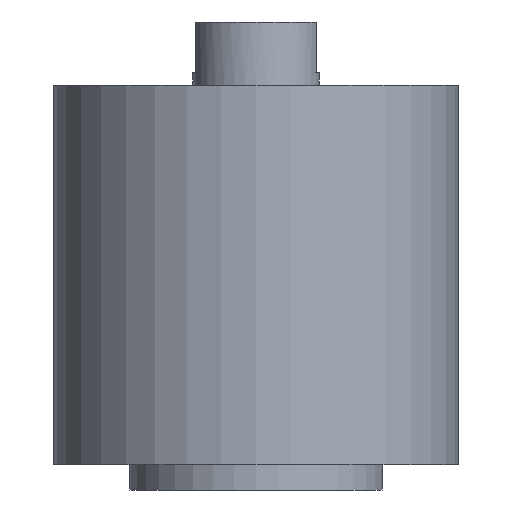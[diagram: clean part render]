
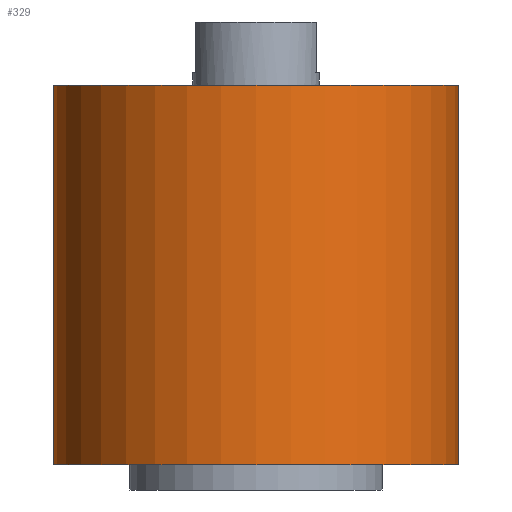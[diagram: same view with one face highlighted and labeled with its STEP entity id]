
A CAD part, front view. The second image highlights one B-rep face of the part: STEP entity #329.
In plain terms, the highlighted cylindrical face has radius 16 mm (diameter 32 mm), a partial arc.
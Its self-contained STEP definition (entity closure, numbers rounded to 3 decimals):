
#232 = VERTEX_POINT ( 'NONE', #698 ) ;
#234 = EDGE_CURVE ( 'NONE', #291, #235, #699, .T. ) ;
#235 = VERTEX_POINT ( 'NONE', #694 ) ;
#238 = VERTEX_POINT ( 'NONE', #682 ) ;
#240 = EDGE_CURVE ( 'NONE', #232, #238, #712, .T. ) ;
#291 = VERTEX_POINT ( 'NONE', #690 ) ;
#309 = EDGE_CURVE ( 'NONE', #232, #291, #721, .T. ) ;
#314 = EDGE_LOOP ( 'NONE', ( #330, #331, #332, #333 ) ) ;
#329 = ADVANCED_FACE ( 'NONE', ( #813 ), #811, .T. ) ;
#330 = ORIENTED_EDGE ( 'NONE', *, *, #234, .F. ) ;
#331 = ORIENTED_EDGE ( 'NONE', *, *, #309, .F. ) ;
#332 = ORIENTED_EDGE ( 'NONE', *, *, #240, .T. ) ;
#333 = ORIENTED_EDGE ( 'NONE', *, *, #334, .T. ) ;
#334 = EDGE_CURVE ( 'NONE', #238, #235, #753, .T. ) ;
#682 = CARTESIAN_POINT ( 'NONE',  ( -16., 0., 0. ) ) ;
#690 = CARTESIAN_POINT ( 'NONE',  ( 16., 0., 30. ) ) ;
#694 = CARTESIAN_POINT ( 'NONE',  ( 16., 0., 0. ) ) ;
#695 = DIRECTION ( 'NONE',  ( 0., 0., -1. ) ) ;
#696 = VECTOR ( 'NONE', #695, 1000. ) ;
#697 = CARTESIAN_POINT ( 'NONE',  ( 16., 0., 30. ) ) ;
#698 = CARTESIAN_POINT ( 'NONE',  ( -16., 0., 30. ) ) ;
#699 = LINE ( 'NONE', #697, #696 ) ;
#709 = DIRECTION ( 'NONE',  ( 0., 0., -1. ) ) ;
#710 = VECTOR ( 'NONE', #709, 1000. ) ;
#711 = CARTESIAN_POINT ( 'NONE',  ( -16., 0., 30. ) ) ;
#712 = LINE ( 'NONE', #711, #710 ) ;
#717 = DIRECTION ( 'NONE',  ( 1., 0., 0. ) ) ;
#718 = DIRECTION ( 'NONE',  ( 0., 0., 1. ) ) ;
#719 = CARTESIAN_POINT ( 'NONE',  ( 0., 0., 30. ) ) ;
#720 = AXIS2_PLACEMENT_3D ( 'NONE', #719, #718, #717 ) ;
#721 = CIRCLE ( 'NONE', #720, 16. ) ;
#749 = DIRECTION ( 'NONE',  ( 1., 0., 0. ) ) ;
#750 = DIRECTION ( 'NONE',  ( 0., 0., 1. ) ) ;
#751 = CARTESIAN_POINT ( 'NONE',  ( 0., 0., 0. ) ) ;
#752 = AXIS2_PLACEMENT_3D ( 'NONE', #751, #750, #749 ) ;
#753 = CIRCLE ( 'NONE', #752, 16. ) ;
#755 = DIRECTION ( 'NONE',  ( -1., 0., 0. ) ) ;
#756 = DIRECTION ( 'NONE',  ( 0., 0., -1. ) ) ;
#757 = CARTESIAN_POINT ( 'NONE',  ( 0., 0., 30. ) ) ;
#811 = CYLINDRICAL_SURFACE ( 'NONE', #812, 16. ) ;
#812 = AXIS2_PLACEMENT_3D ( 'NONE', #757, #756, #755 ) ;
#813 = FACE_OUTER_BOUND ( 'NONE', #314, .T. ) ;
